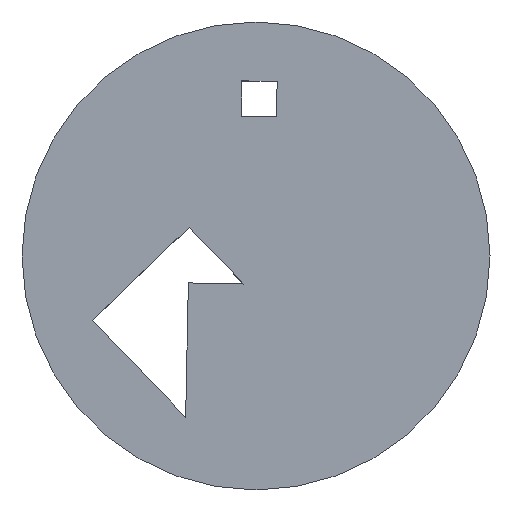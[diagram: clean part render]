
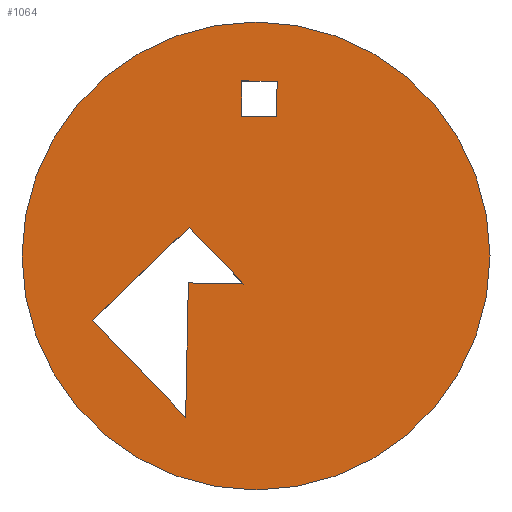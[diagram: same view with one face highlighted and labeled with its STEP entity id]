
A CAD part, top view. The second image highlights one B-rep face of the part: STEP entity #1064.
In plain terms, the highlighted planar face has unit normal (0, 0, 1).
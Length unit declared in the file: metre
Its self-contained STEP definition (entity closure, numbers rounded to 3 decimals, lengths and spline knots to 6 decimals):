
#94=CIRCLE('',#1146,0.066251);
#156=ORIENTED_EDGE('',*,*,#478,.T.);
#157=ORIENTED_EDGE('',*,*,#479,.F.);
#158=ORIENTED_EDGE('',*,*,#480,.F.);
#159=ORIENTED_EDGE('',*,*,#481,.F.);
#160=ORIENTED_EDGE('',*,*,#482,.F.);
#161=ORIENTED_EDGE('',*,*,#483,.F.);
#162=ORIENTED_EDGE('',*,*,#484,.F.);
#163=ORIENTED_EDGE('',*,*,#485,.T.);
#164=ORIENTED_EDGE('',*,*,#486,.T.);
#165=ORIENTED_EDGE('',*,*,#487,.T.);
#478=EDGE_CURVE('',#639,#639,#94,.T.);
#479=EDGE_CURVE('',#640,#641,#717,.T.);
#480=EDGE_CURVE('',#642,#640,#718,.T.);
#481=EDGE_CURVE('',#643,#642,#719,.T.);
#482=EDGE_CURVE('',#641,#643,#720,.T.);
#483=EDGE_CURVE('',#644,#645,#721,.T.);
#484=EDGE_CURVE('',#646,#644,#722,.T.);
#485=EDGE_CURVE('',#646,#647,#723,.T.);
#486=EDGE_CURVE('',#647,#648,#724,.T.);
#487=EDGE_CURVE('',#648,#645,#725,.T.);
#639=VERTEX_POINT('',#1557);
#640=VERTEX_POINT('',#1559);
#641=VERTEX_POINT('',#1560);
#642=VERTEX_POINT('',#1562);
#643=VERTEX_POINT('',#1564);
#644=VERTEX_POINT('',#1567);
#645=VERTEX_POINT('',#1568);
#646=VERTEX_POINT('',#1570);
#647=VERTEX_POINT('',#1572);
#648=VERTEX_POINT('',#1574);
#717=LINE('',#1558,#818);
#718=LINE('',#1561,#819);
#719=LINE('',#1563,#820);
#720=LINE('',#1565,#821);
#721=LINE('',#1566,#822);
#722=LINE('',#1569,#823);
#723=LINE('',#1571,#824);
#724=LINE('',#1573,#825);
#725=LINE('',#1575,#826);
#818=VECTOR('',#1238,1.);
#819=VECTOR('',#1239,1.);
#820=VECTOR('',#1240,1.);
#821=VECTOR('',#1241,1.);
#822=VECTOR('',#1242,1.);
#823=VECTOR('',#1243,1.);
#824=VECTOR('',#1244,1.);
#825=VECTOR('',#1245,1.);
#826=VECTOR('',#1246,1.);
#902=EDGE_LOOP('',(#156));
#903=EDGE_LOOP('',(#157,#158,#159,#160));
#904=EDGE_LOOP('',(#161,#162,#163,#164,#165));
#971=FACE_BOUND('',#902,.T.);
#972=FACE_BOUND('',#903,.T.);
#973=FACE_BOUND('',#904,.T.);
#1034=PLANE('',#1145);
#1064=ADVANCED_FACE('',(#971,#972,#973),#1034,.T.);
#1145=AXIS2_PLACEMENT_3D('',#1555,#1234,#1235);
#1146=AXIS2_PLACEMENT_3D('',#1556,#1236,#1237);
#1234=DIRECTION('',(0.,0.,1.));
#1235=DIRECTION('',(1.,0.,0.));
#1236=DIRECTION('',(0.,0.,1.));
#1237=DIRECTION('',(1.,0.,0.));
#1238=DIRECTION('',(0.02,1.,0.));
#1239=DIRECTION('',(1.,-0.02,0.));
#1240=DIRECTION('',(-0.02,-1.,0.));
#1241=DIRECTION('',(-1.,0.02,0.));
#1242=DIRECTION('',(1.,-0.02,0.));
#1243=DIRECTION('',(0.02,1.,0.));
#1244=DIRECTION('',(-0.694,0.72,0.));
#1245=DIRECTION('',(0.72,0.694,0.));
#1246=DIRECTION('',(0.694,-0.72,0.));
#1555=CARTESIAN_POINT('',(0.,0.,0.22));
#1556=CARTESIAN_POINT('',(0.,0.,0.22));
#1557=CARTESIAN_POINT('',(0.066251,0.,0.22));
#1558=CARTESIAN_POINT('',(0.005888,0.044389,0.22));
#1559=CARTESIAN_POINT('',(0.005788,0.03939,0.22));
#1560=CARTESIAN_POINT('',(0.005988,0.049388,0.22));
#1561=CARTESIAN_POINT('',(0.000789,0.039489,0.22));
#1562=CARTESIAN_POINT('',(-0.00421,0.039589,0.22));
#1563=CARTESIAN_POINT('',(-0.00411,0.044588,0.22));
#1564=CARTESIAN_POINT('',(-0.00401,0.049587,0.22));
#1565=CARTESIAN_POINT('',(0.000989,0.049487,0.22));
#1566=CARTESIAN_POINT('',(-0.01131,-0.007776,0.22));
#1567=CARTESIAN_POINT('',(-0.019156,-0.007619,0.22));
#1568=CARTESIAN_POINT('',(-0.003464,-0.007932,0.22));
#1569=CARTESIAN_POINT('',(-0.019536,-0.026615,0.22));
#1570=CARTESIAN_POINT('',(-0.019915,-0.045611,0.22));
#1571=CARTESIAN_POINT('',(-0.033107,-0.031937,0.22));
#1572=CARTESIAN_POINT('',(-0.046298,-0.018262,0.22));
#1573=CARTESIAN_POINT('',(-0.032623,-0.005071,0.22));
#1574=CARTESIAN_POINT('',(-0.018949,0.00812,0.22));
#1575=CARTESIAN_POINT('',(-0.011206,0.000094,0.22));
